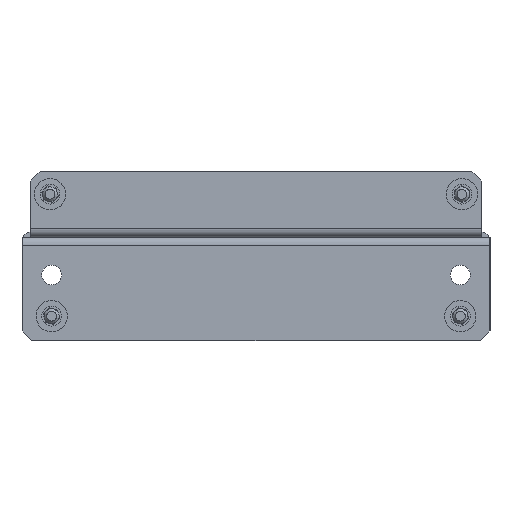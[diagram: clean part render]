
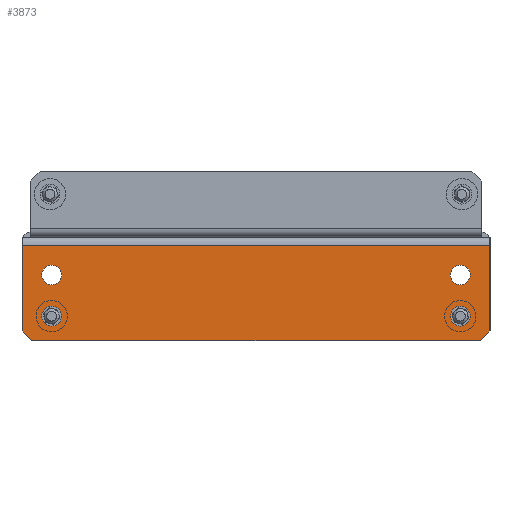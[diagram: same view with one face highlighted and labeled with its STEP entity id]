
A CAD part, left-side view. The second image highlights one B-rep face of the part: STEP entity #3873.
In plain terms, the highlighted face is planar.
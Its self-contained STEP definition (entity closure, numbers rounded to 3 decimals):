
#58 = VERTEX_POINT ( 'NONE', #2292 ) ;
#62 = FACE_BOUND ( 'NONE', #170, .T. ) ;
#71 = AXIS2_PLACEMENT_3D ( 'NONE', #3621, #87, #3595 ) ;
#87 = DIRECTION ( 'NONE',  ( 0., 1., 0. ) ) ;
#125 = CARTESIAN_POINT ( 'NONE',  ( 15.75, -1.5, 68. ) ) ;
#170 = EDGE_LOOP ( 'NONE', ( #4159, #844 ) ) ;
#202 = CARTESIAN_POINT ( 'NONE',  ( 8.25, -1.5, 62. ) ) ;
#232 = CARTESIAN_POINT ( 'NONE',  ( -13.25, -1.5, -71. ) ) ;
#261 = VECTOR ( 'NONE', #1558, 1000. ) ;
#276 = EDGE_CURVE ( 'NONE', #3625, #5581, #6153, .T. ) ;
#335 = CARTESIAN_POINT ( 'NONE',  ( -4.25, -1.5, -62. ) ) ;
#432 = CARTESIAN_POINT ( 'NONE',  ( -4.25, -1.5, 62. ) ) ;
#435 = ORIENTED_EDGE ( 'NONE', *, *, #6216, .T. ) ;
#595 = EDGE_LOOP ( 'NONE', ( #2312, #1145 ) ) ;
#612 = DIRECTION ( 'NONE',  ( 0., 0., -1. ) ) ;
#645 = CARTESIAN_POINT ( 'NONE',  ( -7.25, -1.5, 62. ) ) ;
#714 = EDGE_CURVE ( 'NONE', #1988, #4013, #1402, .T. ) ;
#734 = CARTESIAN_POINT ( 'NONE',  ( -15.75, -1.5, -71. ) ) ;
#844 = ORIENTED_EDGE ( 'NONE', *, *, #1769, .T. ) ;
#852 = VERTEX_POINT ( 'NONE', #645 ) ;
#911 = VERTEX_POINT ( 'NONE', #125 ) ;
#1023 = LINE ( 'NONE', #2454, #261 ) ;
#1044 = EDGE_CURVE ( 'NONE', #2006, #5736, #6484, .T. ) ;
#1065 = LINE ( 'NONE', #4657, #2610 ) ;
#1138 = ORIENTED_EDGE ( 'NONE', *, *, #1543, .T. ) ;
#1145 = ORIENTED_EDGE ( 'NONE', *, *, #5646, .F. ) ;
#1192 = LINE ( 'NONE', #734, #3232 ) ;
#1322 = CIRCLE ( 'NONE', #2701, 3. ) ;
#1402 = CIRCLE ( 'NONE', #4243, 3. ) ;
#1501 = CARTESIAN_POINT ( 'NONE',  ( 8.25, -1.5, -62. ) ) ;
#1543 = EDGE_CURVE ( 'NONE', #1557, #852, #4675, .T. ) ;
#1549 = FACE_BOUND ( 'NONE', #5329, .T. ) ;
#1551 = CIRCLE ( 'NONE', #71, 3. ) ;
#1557 = VERTEX_POINT ( 'NONE', #6490 ) ;
#1558 = DIRECTION ( 'NONE',  ( 1., 0., 0. ) ) ;
#1674 = FACE_BOUND ( 'NONE', #595, .T. ) ;
#1754 = CIRCLE ( 'NONE', #5666, 3. ) ;
#1769 = EDGE_CURVE ( 'NONE', #4081, #2086, #3635, .T. ) ;
#1861 = ORIENTED_EDGE ( 'NONE', *, *, #4541, .F. ) ;
#1910 = CARTESIAN_POINT ( 'NONE',  ( 12.75, -1.5, -71. ) ) ;
#1988 = VERTEX_POINT ( 'NONE', #4814 ) ;
#2006 = VERTEX_POINT ( 'NONE', #3826 ) ;
#2080 = DIRECTION ( 'NONE',  ( 0., 1., 0. ) ) ;
#2086 = VERTEX_POINT ( 'NONE', #4546 ) ;
#2130 = CARTESIAN_POINT ( 'NONE',  ( 11.25, -1.5, -62. ) ) ;
#2207 = CARTESIAN_POINT ( 'NONE',  ( 12.75, -1.5, 71. ) ) ;
#2281 = CARTESIAN_POINT ( 'NONE',  ( 15.75, -1.5, 71. ) ) ;
#2292 = CARTESIAN_POINT ( 'NONE',  ( -13.25, -1.5, 71. ) ) ;
#2312 = ORIENTED_EDGE ( 'NONE', *, *, #1044, .F. ) ;
#2357 = VECTOR ( 'NONE', #3544, 1000. ) ;
#2419 = CARTESIAN_POINT ( 'NONE',  ( 15.75, -1.5, 68. ) ) ;
#2433 = CARTESIAN_POINT ( 'NONE',  ( -1.25, -1.5, -62. ) ) ;
#2454 = CARTESIAN_POINT ( 'NONE',  ( -15.75, -1.5, 71. ) ) ;
#2456 = DIRECTION ( 'NONE',  ( 0., 1., 0. ) ) ;
#2475 = ORIENTED_EDGE ( 'NONE', *, *, #3504, .F. ) ;
#2547 = DIRECTION ( 'NONE',  ( 0., -1., 0. ) ) ;
#2601 = VECTOR ( 'NONE', #4286, 1000. ) ;
#2610 = VECTOR ( 'NONE', #612, 1000. ) ;
#2614 = VECTOR ( 'NONE', #3368, 1000. ) ;
#2621 = DIRECTION ( 'NONE',  ( 0., 1., 0. ) ) ;
#2686 = AXIS2_PLACEMENT_3D ( 'NONE', #432, #2456, #4452 ) ;
#2701 = AXIS2_PLACEMENT_3D ( 'NONE', #5621, #2621, #4617 ) ;
#2741 = ORIENTED_EDGE ( 'NONE', *, *, #5692, .T. ) ;
#2957 = DIRECTION ( 'NONE',  ( 0., -1., 0. ) ) ;
#2988 = CARTESIAN_POINT ( 'NONE',  ( 15.75, -1.5, -68. ) ) ;
#2993 = AXIS2_PLACEMENT_3D ( 'NONE', #1501, #2957, #5473 ) ;
#3049 = CARTESIAN_POINT ( 'NONE',  ( 12.75, -1.5, -71. ) ) ;
#3067 = CARTESIAN_POINT ( 'NONE',  ( -15.75, -1.5, 71. ) ) ;
#3154 = DIRECTION ( 'NONE',  ( 0., -1., 0. ) ) ;
#3232 = VECTOR ( 'NONE', #5360, 1000. ) ;
#3293 = ORIENTED_EDGE ( 'NONE', *, *, #714, .F. ) ;
#3368 = DIRECTION ( 'NONE',  ( -0.707, 0., 0.707 ) ) ;
#3504 = EDGE_CURVE ( 'NONE', #911, #5581, #4770, .T. ) ;
#3529 = ORIENTED_EDGE ( 'NONE', *, *, #5838, .T. ) ;
#3544 = DIRECTION ( 'NONE',  ( 0.707, 0., 0.707 ) ) ;
#3570 = FACE_OUTER_BOUND ( 'NONE', #3577, .T. ) ;
#3577 = EDGE_LOOP ( 'NONE', ( #2475, #435, #1861, #6139, #3529, #5294 ) ) ;
#3595 = DIRECTION ( 'NONE',  ( -1., 0., 0. ) ) ;
#3621 = CARTESIAN_POINT ( 'NONE',  ( -4.25, -1.5, 62. ) ) ;
#3625 = VERTEX_POINT ( 'NONE', #1910 ) ;
#3635 = CIRCLE ( 'NONE', #5741, 3. ) ;
#3654 = AXIS2_PLACEMENT_3D ( 'NONE', #3067, #2080, #6267 ) ;
#3675 = DIRECTION ( 'NONE',  ( -1., 0., 0. ) ) ;
#3701 = DIRECTION ( 'NONE',  ( 0., 1., 0. ) ) ;
#3826 = CARTESIAN_POINT ( 'NONE',  ( 5.25, -1.5, -62. ) ) ;
#3873 = ADVANCED_FACE ( 'NONE', ( #6207, #1674, #1549, #62, #3570 ), #5584, .F. ) ;
#3912 = VERTEX_POINT ( 'NONE', #2207 ) ;
#3961 = ORIENTED_EDGE ( 'NONE', *, *, #5789, .F. ) ;
#3971 = CIRCLE ( 'NONE', #4382, 3. ) ;
#4013 = VERTEX_POINT ( 'NONE', #2433 ) ;
#4081 = VERTEX_POINT ( 'NONE', #5062 ) ;
#4159 = ORIENTED_EDGE ( 'NONE', *, *, #4738, .T. ) ;
#4171 = CARTESIAN_POINT ( 'NONE',  ( 8.25, -1.5, -62. ) ) ;
#4243 = AXIS2_PLACEMENT_3D ( 'NONE', #5109, #2547, #5985 ) ;
#4266 = DIRECTION ( 'NONE',  ( -1., 0., 0. ) ) ;
#4269 = VERTEX_POINT ( 'NONE', #232 ) ;
#4286 = DIRECTION ( 'NONE',  ( 0., 0., -1. ) ) ;
#4382 = AXIS2_PLACEMENT_3D ( 'NONE', #335, #6299, #4266 ) ;
#4452 = DIRECTION ( 'NONE',  ( -1., 0., 0. ) ) ;
#4541 = EDGE_CURVE ( 'NONE', #58, #3912, #1023, .T. ) ;
#4546 = CARTESIAN_POINT ( 'NONE',  ( 5.25, -1.5, 62. ) ) ;
#4617 = DIRECTION ( 'NONE',  ( -1., 0., 0. ) ) ;
#4657 = CARTESIAN_POINT ( 'NONE',  ( -13.25, -1.5, 71. ) ) ;
#4675 = CIRCLE ( 'NONE', #2686, 3. ) ;
#4738 = EDGE_CURVE ( 'NONE', #2086, #4081, #1322, .T. ) ;
#4770 = LINE ( 'NONE', #2281, #2601 ) ;
#4814 = CARTESIAN_POINT ( 'NONE',  ( -7.25, -1.5, -62. ) ) ;
#5062 = CARTESIAN_POINT ( 'NONE',  ( 11.25, -1.5, 62. ) ) ;
#5109 = CARTESIAN_POINT ( 'NONE',  ( -4.25, -1.5, -62. ) ) ;
#5294 = ORIENTED_EDGE ( 'NONE', *, *, #276, .T. ) ;
#5329 = EDGE_LOOP ( 'NONE', ( #2741, #1138 ) ) ;
#5360 = DIRECTION ( 'NONE',  ( 1., 0., 0. ) ) ;
#5446 = EDGE_LOOP ( 'NONE', ( #3293, #3961 ) ) ;
#5473 = DIRECTION ( 'NONE',  ( -1., 0., 0. ) ) ;
#5581 = VERTEX_POINT ( 'NONE', #2988 ) ;
#5584 = PLANE ( 'NONE',  #3654 ) ;
#5621 = CARTESIAN_POINT ( 'NONE',  ( 8.25, -1.5, 62. ) ) ;
#5646 = EDGE_CURVE ( 'NONE', #5736, #2006, #1754, .T. ) ;
#5665 = EDGE_CURVE ( 'NONE', #58, #4269, #1065, .T. ) ;
#5666 = AXIS2_PLACEMENT_3D ( 'NONE', #4171, #3154, #6162 ) ;
#5692 = EDGE_CURVE ( 'NONE', #852, #1557, #1551, .T. ) ;
#5736 = VERTEX_POINT ( 'NONE', #2130 ) ;
#5741 = AXIS2_PLACEMENT_3D ( 'NONE', #202, #3701, #3675 ) ;
#5789 = EDGE_CURVE ( 'NONE', #4013, #1988, #3971, .T. ) ;
#5838 = EDGE_CURVE ( 'NONE', #4269, #3625, #1192, .T. ) ;
#5947 = LINE ( 'NONE', #2419, #2614 ) ;
#5985 = DIRECTION ( 'NONE',  ( -1., 0., 0. ) ) ;
#6139 = ORIENTED_EDGE ( 'NONE', *, *, #5665, .T. ) ;
#6153 = LINE ( 'NONE', #3049, #2357 ) ;
#6162 = DIRECTION ( 'NONE',  ( -1., 0., 0. ) ) ;
#6207 = FACE_BOUND ( 'NONE', #5446, .T. ) ;
#6216 = EDGE_CURVE ( 'NONE', #911, #3912, #5947, .T. ) ;
#6267 = DIRECTION ( 'NONE',  ( -1., 0., 0. ) ) ;
#6299 = DIRECTION ( 'NONE',  ( 0., -1., 0. ) ) ;
#6484 = CIRCLE ( 'NONE', #2993, 3. ) ;
#6490 = CARTESIAN_POINT ( 'NONE',  ( -1.25, -1.5, 62. ) ) ;
